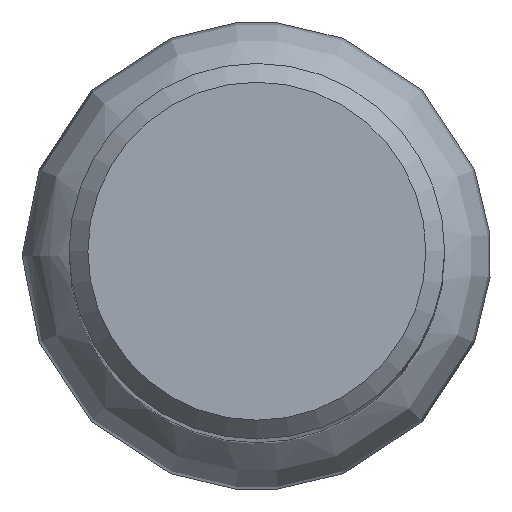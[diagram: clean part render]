
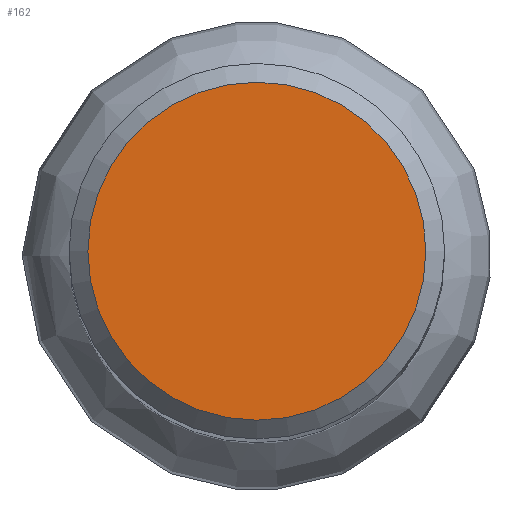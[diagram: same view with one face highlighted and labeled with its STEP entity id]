
A CAD part, top view. The second image highlights one B-rep face of the part: STEP entity #162.
In plain terms, the highlighted planar face has unit normal (0, 0, 1).
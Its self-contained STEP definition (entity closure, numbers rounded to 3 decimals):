
#162=ADVANCED_FACE('CU_SU3',(#170),#168,.F.);
#168=PLANE('',#400);
#170=FACE_OUTER_BOUND('',#200,.T.);
#200=EDGE_LOOP('',(#234));
#234=ORIENTED_EDGE('',*,*,#272,.F.);
#254=VERTEX_POINT('',#556);
#272=EDGE_CURVE('',#254,#254,#289,.T.);
#289=CIRCLE('',#399,8.995);
#399=AXIS2_PLACEMENT_3D('',#555,#480,#481);
#400=AXIS2_PLACEMENT_3D('',#557,#482,#483);
#480=DIRECTION('',(0.,0.,-1.));
#481=DIRECTION('',(-1.,0.,0.));
#482=DIRECTION('',(0.,0.,-1.));
#483=DIRECTION('',(-1.,0.,0.));
#555=CARTESIAN_POINT('',(0.,0.,0.));
#556=CARTESIAN_POINT('',(-8.995,0.,0.));
#557=CARTESIAN_POINT('',(0.,0.,0.));
